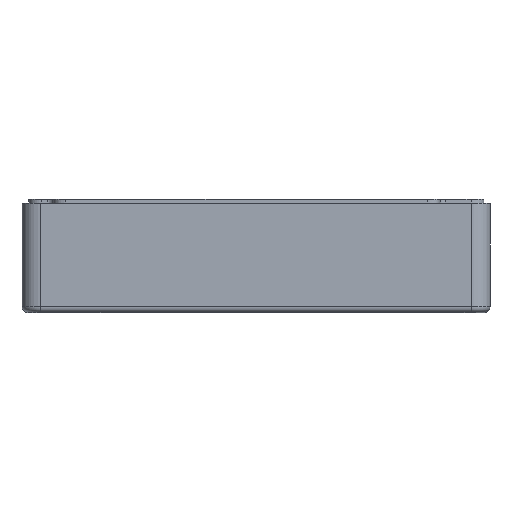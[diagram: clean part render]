
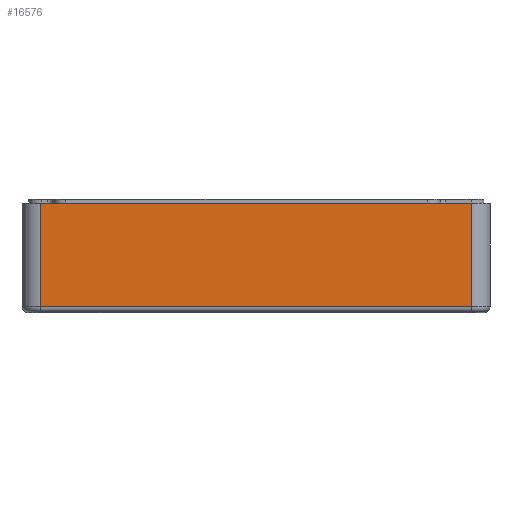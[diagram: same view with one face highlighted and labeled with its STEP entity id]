
A CAD part, left-side view. The second image highlights one B-rep face of the part: STEP entity #16576.
In plain terms, the highlighted planar face has unit normal (-1, 0, 0).
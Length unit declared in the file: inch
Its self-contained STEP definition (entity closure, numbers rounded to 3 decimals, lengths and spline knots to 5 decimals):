
#1566=PLANE('',#17238);
#2406=FACE_OUTER_BOUND('',#3360,.T.);
#3360=EDGE_LOOP('',(#15074,#15075,#15076,#15077));
#3736=LINE('',#21719,#5347);
#4830=LINE('',#30211,#6441);
#4834=LINE('',#30280,#6445);
#4887=LINE('',#30454,#6498);
#5347=VECTOR('',#17722,0.3937);
#6441=VECTOR('',#19598,0.3937);
#6445=VECTOR('',#19638,0.3937);
#6498=VECTOR('',#19831,0.3937);
#7235=VERTEX_POINT('',#21716);
#7236=VERTEX_POINT('',#21718);
#8260=VERTEX_POINT('',#30199);
#8262=VERTEX_POINT('',#30205);
#8867=EDGE_CURVE('',#7235,#7236,#3736,.T.);
#10531=EDGE_CURVE('',#8260,#8262,#4830,.T.);
#10551=EDGE_CURVE('',#8260,#7236,#4834,.T.);
#10634=EDGE_CURVE('',#8262,#7235,#4887,.T.);
#15074=ORIENTED_EDGE('',*,*,#10531,.F.);
#15075=ORIENTED_EDGE('',*,*,#10551,.T.);
#15076=ORIENTED_EDGE('',*,*,#8867,.F.);
#15077=ORIENTED_EDGE('',*,*,#10634,.F.);
#16576=ADVANCED_FACE('',(#2406),#1566,.T.);
#17238=AXIS2_PLACEMENT_3D('',#30453,#19829,#19830);
#17722=DIRECTION('',(0.,-1.,0.));
#19598=DIRECTION('',(0.,1.,0.));
#19638=DIRECTION('',(0.,0.,1.));
#19829=DIRECTION('center_axis',(-1.,0.,0.));
#19830=DIRECTION('ref_axis',(0.,-1.,0.));
#19831=DIRECTION('',(0.,0.,1.));
#21716=CARTESIAN_POINT('',(0.,5.95,1.45));
#21718=CARTESIAN_POINT('',(0.,0.25,1.45));
#21719=CARTESIAN_POINT('',(0.,5.95,1.45));
#30199=CARTESIAN_POINT('',(0.,0.25,0.08));
#30205=CARTESIAN_POINT('',(0.,5.95,0.08));
#30211=CARTESIAN_POINT('',(0.,4.525,0.08));
#30280=CARTESIAN_POINT('',(0.,0.25,0.));
#30453=CARTESIAN_POINT('Origin',(0.,5.95,0.));
#30454=CARTESIAN_POINT('',(0.,5.95,0.));
